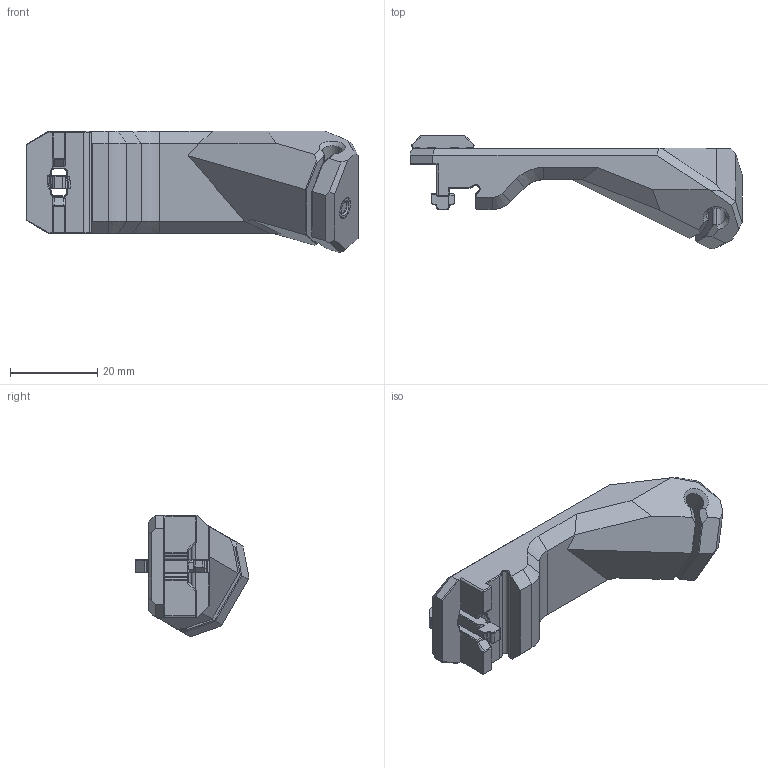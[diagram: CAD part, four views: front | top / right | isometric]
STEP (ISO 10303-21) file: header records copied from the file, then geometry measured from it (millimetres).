
FILE_DESCRIPTION(/* description */ (''),/* implementation_level */ '2;1');
FILE_NAME(/* name */ 'PTFE_Tube_Holder_Assembly_TL_angled.step',/* time_stamp */ '2025-08-29T19:07:03-07:00',/* author */ (''),/* organization */ (''),/* preprocessor_version */ 'ST-DEVELOPER v20.1',/* originating_system */ 'Autodesk Translation Framework v14.10.0.0',/* authorisation */ '');
FILE_SCHEMA (('AUTOMOTIVE_DESIGN { 1 0 10303 214 3 1 1 }'));
Length unit declared in the file: millimetre
Products named in the file (6): Bowden_Tube_Holder_Assembly_1; Bowden_Tube_Holder_Assembly_2; Twist_Lock_31; Hardware_8; M3 Threaded Insert; M3x12 BHCS_1
Assembly tree (5 placements, depth 3):
  Bowden_Tube_Holder_Assembly_1
    Bowden_Tube_Holder_Assembly_2
    Twist_Lock_31
    Hardware_8
      M3 Threaded Insert
      M3x12 BHCS_1
Bounding box: 75.94 x 26.02 x 27.83 mm (x, y, z)
Volume: 17070.3 mm3; surface area: 7311.9 mm2
Topology: 4 solids, 4 shells, 522 faces, 1320 edges, 814 vertices
Faces by surface type: plane 219, cone 112, cylinder 100, bspline 90, sphere 1
Full cylindrical faces by diameter (mm): 2.9 x1, 3 x1, 3.5 x2, 4.1 x1, 4.25 x2, 4.7 x1, 5.7 x1, 6 x1
Entity records: 20771 total; most frequent: CARTESIAN_POINT 8486, ORIENTED_EDGE 2640, DIRECTION 2370, EDGE_CURVE 1320, AXIS2_PLACEMENT_3D 826, VERTEX_POINT 814, LINE 718, VECTOR 718
